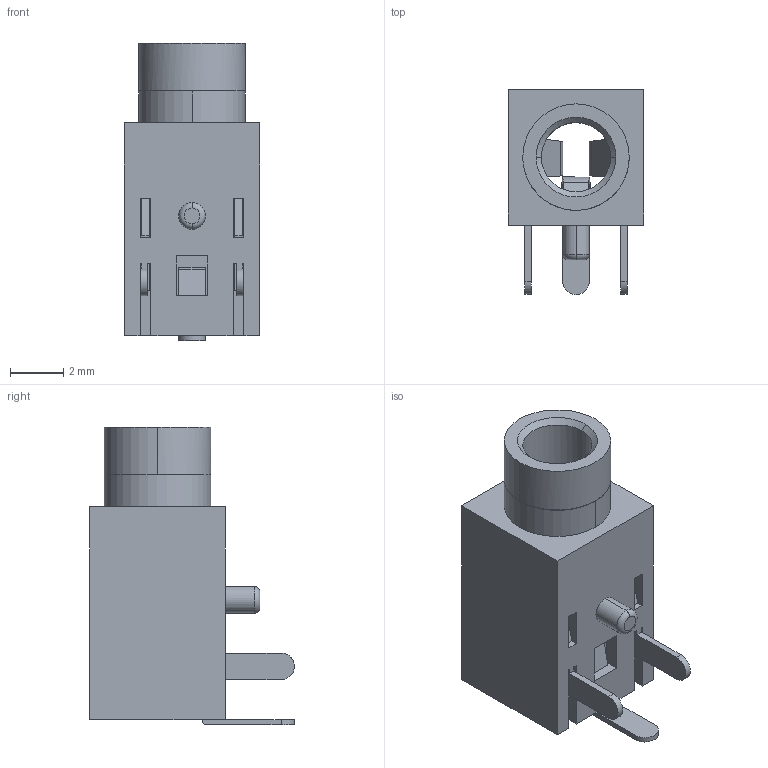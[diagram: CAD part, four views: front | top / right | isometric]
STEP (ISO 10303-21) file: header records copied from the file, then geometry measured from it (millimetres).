
FILE_DESCRIPTION (( 'STEP AP214' ), '1' );
FILE_NAME ('Same_Sky_MJ1-2503A.step', '2024-10-01T21:01:58', ( '' ), ( '' ), 'SwSTEP 2.0', 'SolidWorks 2024', '' );
FILE_SCHEMA (( 'AUTOMOTIVE_DESIGN' ));
Length unit declared in the file: inch
Products named in the file (1): Same_Sky_MJ1-2503A
Bounding box: 5.1 x 7.7 x 11.2 mm (x, y, z)
Volume: 145.9 mm3; surface area: 621.2 mm2
Topology: 1 solids, 1 shells, 216 faces, 598 edges, 379 vertices
Faces by surface type: plane 149, cylinder 45, bspline 18, cone 2, torus 2
Entity records: 7566 total; most frequent: CARTESIAN_POINT 2217, ORIENTED_EDGE 1196, DIRECTION 946, EDGE_CURVE 598, VECTOR 468, LINE 468, VERTEX_POINT 379, AXIS2_PLACEMENT_3D 239
